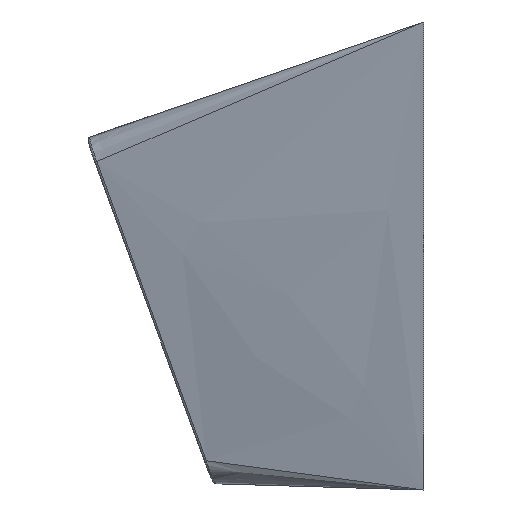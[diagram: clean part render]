
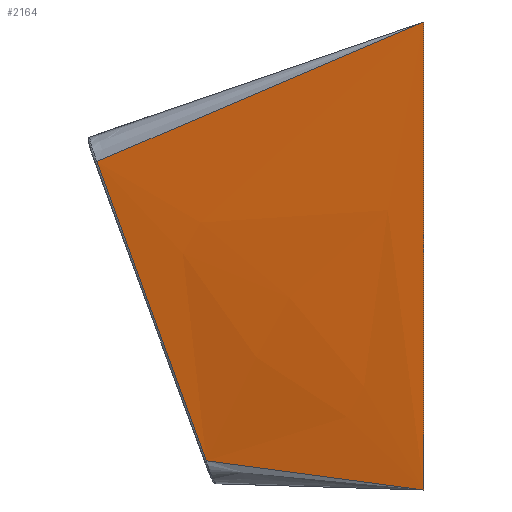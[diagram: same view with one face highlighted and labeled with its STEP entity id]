
A CAD part, left-side view. The second image highlights one B-rep face of the part: STEP entity #2164.
In plain terms, the highlighted free-form (B-spline) face has degree [3, 1] with [6, 2] control points.
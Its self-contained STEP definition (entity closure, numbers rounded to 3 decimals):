
#22 = CARTESIAN_POINT ( 'NONE',  ( 2.627, 9.065, 3.041 ) ) ;
#30 = B_SPLINE_CURVE_WITH_KNOTS ( 'NONE', 3,
 ( #2097, #2837, #2481, #92, #697, #22, #775 ),
 .UNSPECIFIED., .F., .F.,
 ( 4, 3, 4 ),
 ( 0., 0.006, 0.012 ),
 .UNSPECIFIED. ) ;
#92 = CARTESIAN_POINT ( 'NONE',  ( 2.63, 10.467, 6.876 ) ) ;
#159 = CARTESIAN_POINT ( 'NONE',  ( 0., 0., 0. ) ) ;
#308 = CARTESIAN_POINT ( 'NONE',  ( 0., 0., 15. ) ) ;
#319 = ORIENTED_EDGE ( 'NONE', *, *, #448, .T. ) ;
#353 = VERTEX_POINT ( 'NONE', #631 ) ;
#360 = CARTESIAN_POINT ( 'NONE',  ( 0., 0., 0. ) ) ;
#405 = CARTESIAN_POINT ( 'NONE',  ( 1.85, 8.961, 14.198 ) ) ;
#448 = EDGE_CURVE ( 'NONE', #2021, #2718, #1707, .T. ) ;
#563 = CARTESIAN_POINT ( 'NONE',  ( 2.65, 12.182, 11.312 ) ) ;
#631 = CARTESIAN_POINT ( 'NONE',  ( 2.625, 8.365, 1.124 ) ) ;
#697 = CARTESIAN_POINT ( 'NONE',  ( 2.628, 9.766, 4.959 ) ) ;
#769 = CARTESIAN_POINT ( 'NONE',  ( 0., 0., 18. ) ) ;
#775 = CARTESIAN_POINT ( 'NONE',  ( 2.625, 8.365, 1.124 ) ) ;
#880 = CARTESIAN_POINT ( 'NONE',  ( 0., 0., 18. ) ) ;
#998 = EDGE_CURVE ( 'NONE', #353, #1594, #1451, .T. ) ;
#1030 = FACE_OUTER_BOUND ( 'NONE', #2631, .T. ) ;
#1237 = CARTESIAN_POINT ( 'NONE',  ( 2.65, 9.745, 4.669 ) ) ;
#1268 = CARTESIAN_POINT ( 'NONE',  ( 2.625, 8.365, 1.124 ) ) ;
#1451 = B_SPLINE_CURVE_WITH_KNOTS ( 'NONE', 3,
 ( #1268, #1988, #2512, #360 ),
 .UNSPECIFIED., .F., .F.,
 ( 4, 4 ),
 ( 0.01, 1. ),
 .UNSPECIFIED. ) ;
#1594 = VERTEX_POINT ( 'NONE', #159 ) ;
#1707 = B_SPLINE_CURVE_WITH_KNOTS ( 'NONE', 3,
 ( #880, #1834, #405, #3118 ),
 .UNSPECIFIED., .F., .F.,
 ( 4, 4 ),
 ( 0., 0.993 ),
 .UNSPECIFIED. ) ;
#1714 = CARTESIAN_POINT ( 'NONE',  ( 2.65, 8.932, 2.455 ) ) ;
#1729 = ORIENTED_EDGE ( 'NONE', *, *, #2055, .F. ) ;
#1761 = CARTESIAN_POINT ( 'NONE',  ( 2.65, 11.369, 9.097 ) ) ;
#1762 = ORIENTED_EDGE ( 'NONE', *, *, #2535, .T. ) ;
#1834 = CARTESIAN_POINT ( 'NONE',  ( 0.973, 4.769, 15.99 ) ) ;
#1883 = CARTESIAN_POINT ( 'NONE',  ( 0., 0., 18. ) ) ;
#1988 = CARTESIAN_POINT ( 'NONE',  ( 1.841, 5.747, 0.813 ) ) ;
#2011 = B_SPLINE_SURFACE_WITH_KNOTS ( 'NONE', 3, 1, ( 
 ( #2441, #2166 ),
 ( #2658, #1714 ),
 ( #2175, #1237 ),
 ( #2693, #1761 ),
 ( #308, #563 ),
 ( #769, #2487 ) ),
 .UNSPECIFIED., .F., .F., .F.,
 ( 4, 2, 4 ),
 ( 2, 2 ),
 ( 0., 0.5, 1. ),
 ( 0., 1. ),
 .UNSPECIFIED. ) ;
#2021 = VERTEX_POINT ( 'NONE', #2474 ) ;
#2055 = EDGE_CURVE ( 'NONE', #2021, #1594, #2140, .T. ) ;
#2097 = CARTESIAN_POINT ( 'NONE',  ( 2.633, 12.572, 12.627 ) ) ;
#2124 = DIRECTION ( 'NONE',  ( 0., 0., -1. ) ) ;
#2140 = LINE ( 'NONE', #1883, #2218 ) ;
#2164 = ADVANCED_FACE ( 'NONE', ( #1030 ), #2011, .T. ) ;
#2166 = CARTESIAN_POINT ( 'NONE',  ( 2.65, 8.12, 0.241 ) ) ;
#2175 = CARTESIAN_POINT ( 'NONE',  ( 0., 0., 6. ) ) ;
#2218 = VECTOR ( 'NONE', #2124, 1000. ) ;
#2441 = CARTESIAN_POINT ( 'NONE',  ( 0., 0., 0. ) ) ;
#2474 = CARTESIAN_POINT ( 'NONE',  ( 0., 0., 18. ) ) ;
#2481 = CARTESIAN_POINT ( 'NONE',  ( 2.631, 11.168, 8.793 ) ) ;
#2487 = CARTESIAN_POINT ( 'NONE',  ( 2.65, 12.994, 13.526 ) ) ;
#2512 = CARTESIAN_POINT ( 'NONE',  ( 0.966, 2.961, 0.436 ) ) ;
#2535 = EDGE_CURVE ( 'NONE', #2718, #353, #30, .T. ) ;
#2598 = ORIENTED_EDGE ( 'NONE', *, *, #998, .T. ) ;
#2631 = EDGE_LOOP ( 'NONE', ( #319, #1762, #2598, #1729 ) ) ;
#2658 = CARTESIAN_POINT ( 'NONE',  ( 0., 0., 3. ) ) ;
#2693 = CARTESIAN_POINT ( 'NONE',  ( 0., 0., 12. ) ) ;
#2718 = VERTEX_POINT ( 'NONE', #3113 ) ;
#2837 = CARTESIAN_POINT ( 'NONE',  ( 2.632, 11.87, 10.71 ) ) ;
#3113 = CARTESIAN_POINT ( 'NONE',  ( 2.633, 12.572, 12.627 ) ) ;
#3118 = CARTESIAN_POINT ( 'NONE',  ( 2.633, 12.572, 12.627 ) ) ;
